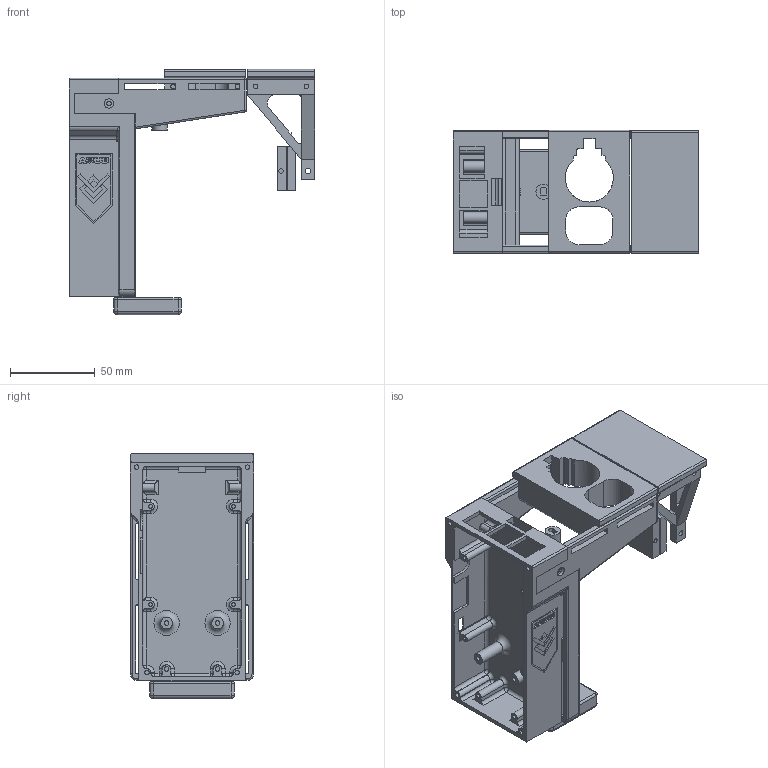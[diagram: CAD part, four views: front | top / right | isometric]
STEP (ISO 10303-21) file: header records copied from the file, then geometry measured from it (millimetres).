
FILE_DESCRIPTION(/* description */ ('STEP AP242'),/* implementation_level */ '2;1');
FILE_NAME(/* name */ 'Dzyga.step',/* time_stamp */ '2025-03-28T11:51:33+02:00',/* author */ (''),/* organization */ (''),/* preprocessor_version */ 'ST-DEVELOPER v20.1',/* originating_system */ 'Autodesk Translation Framework v14.4.0.0',/* authorisation */ '');
FILE_SCHEMA (('AUTOMOTIVE_DESIGN { 1 0 10303 214 3 1 1 }'));
Length unit declared in the file: millimetre
Products named in the file (7): Dzyga; Case; Camera case; RPi cam Rev 1.3; Motor case; Camera holder; Adapter
Assembly tree (6 placements, depth 3):
  Dzyga
    Case
    Camera case
      RPi cam Rev 1.3
    Motor case
    Camera holder
    Adapter
Bounding box: 145.15 x 72.88 x 144.8 mm (x, y, z)
Volume: 245681.5 mm3; surface area: 105128 mm2
Topology: 10 solids, 10 shells, 824 faces, 2049 edges, 1303 vertices
Faces by surface type: plane 450, cylinder 241, bspline 76, sphere 29, torus 28
Full cylindrical faces by diameter (mm): 1.3 x1, 1.9 x1, 2.1 x8, 2.2 x4, 2.3 x4, 2.7 x24, 3.1 x3, 3.3 x2, 5.6 x2, 6 x5, 6.4 x2, 6.9 x2, 7 x1, 7.6 x1, 9 x1, 12 x1
Entity records: 24997 total; most frequent: CARTESIAN_POINT 5302, ORIENTED_EDGE 4092, DIRECTION 3937, EDGE_CURVE 2046, LINE 1391, VECTOR 1391, VERTEX_POINT 1303, AXIS2_PLACEMENT_3D 1273
